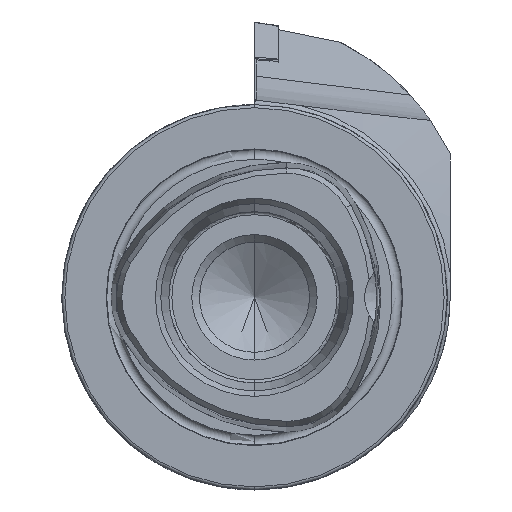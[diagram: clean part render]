
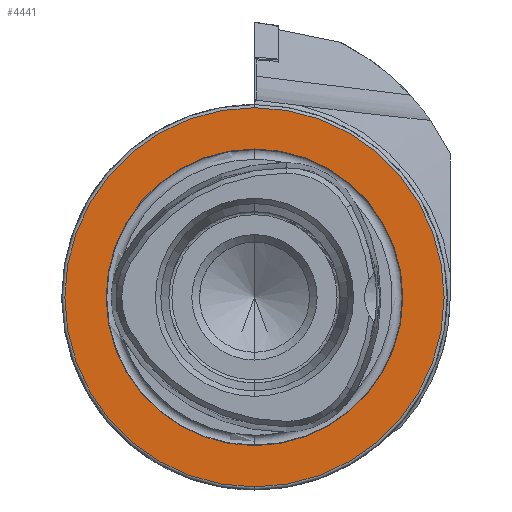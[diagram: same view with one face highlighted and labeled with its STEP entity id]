
A CAD part, left-side view. The second image highlights one B-rep face of the part: STEP entity #4441.
In plain terms, the highlighted planar face has unit normal (-1, 0, 0).
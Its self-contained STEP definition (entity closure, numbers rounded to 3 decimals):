
#343 = FACE_BOUND ( 'NONE', #6678, .T. ) ;
#389 = AXIS2_PLACEMENT_3D ( 'NONE', #2557, #2558, #2559 ) ;
#396 = AXIS2_PLACEMENT_3D ( 'NONE', #9003, #9004, #9005 ) ;
#401 = AXIS2_PLACEMENT_3D ( 'NONE', #9030, #9031, #9032 ) ;
#407 = AXIS2_PLACEMENT_3D ( 'NONE', #9075, #9076, #9077 ) ;
#1653 = CARTESIAN_POINT ( 'NONE',  ( 0., 24.25, 0. ) ) ;
#1675 = DIRECTION ( 'NONE',  ( 1., 0., 0. ) ) ;
#1715 = DIRECTION ( 'NONE',  ( 0., 0., -1. ) ) ;
#1726 = PLANE ( 'NONE',  #6328 ) ;
#2299 = VERTEX_POINT ( 'NONE', #8790 ) ;
#2527 = ORIENTED_EDGE ( 'NONE', *, *, #6802, .F. ) ;
#2557 = CARTESIAN_POINT ( 'NONE',  ( 0., 0., 0. ) ) ;
#2558 = DIRECTION ( 'NONE',  ( -1., 0., 0. ) ) ;
#2559 = DIRECTION ( 'NONE',  ( 0., 0., 1. ) ) ;
#2892 = VERTEX_POINT ( 'NONE', #7529 ) ;
#2991 = ORIENTED_EDGE ( 'NONE', *, *, #6774, .T. ) ;
#3128 = VERTEX_POINT ( 'NONE', #7550 ) ;
#3156 = ORIENTED_EDGE ( 'NONE', *, *, #6792, .T. ) ;
#3188 = VERTEX_POINT ( 'NONE', #7229 ) ;
#3274 = ORIENTED_EDGE ( 'NONE', *, *, #6817, .F. ) ;
#4441 = ADVANCED_FACE ( 'NONE', ( #343, #8466 ), #1726, .F. ) ;
#4738 = CIRCLE ( 'NONE', #396, 31. ) ;
#4793 = CIRCLE ( 'NONE', #407, 24.25 ) ;
#4860 = CIRCLE ( 'NONE', #401, 24.25 ) ;
#4906 = CIRCLE ( 'NONE', #389, 31. ) ;
#6328 = AXIS2_PLACEMENT_3D ( 'NONE', #1653, #1675, #1715 ) ;
#6678 = EDGE_LOOP ( 'NONE', ( #3274, #2527 ) ) ;
#6719 = EDGE_LOOP ( 'NONE', ( #2991, #3156 ) ) ;
#6774 = EDGE_CURVE ( 'NONE', #2299, #3188, #4906, .T. ) ;
#6792 = EDGE_CURVE ( 'NONE', #3188, #2299, #4738, .T. ) ;
#6802 = EDGE_CURVE ( 'NONE', #3128, #2892, #4860, .T. ) ;
#6817 = EDGE_CURVE ( 'NONE', #2892, #3128, #4793, .T. ) ;
#7229 = CARTESIAN_POINT ( 'NONE',  ( 0., 0., -31. ) ) ;
#7529 = CARTESIAN_POINT ( 'NONE',  ( 0., 0., 24.25 ) ) ;
#7550 = CARTESIAN_POINT ( 'NONE',  ( 0., 0., -24.25 ) ) ;
#8466 = FACE_OUTER_BOUND ( 'NONE', #6719, .T. ) ;
#8790 = CARTESIAN_POINT ( 'NONE',  ( 0., 0., 31. ) ) ;
#9003 = CARTESIAN_POINT ( 'NONE',  ( 0., 0., 0. ) ) ;
#9004 = DIRECTION ( 'NONE',  ( -1., 0., 0. ) ) ;
#9005 = DIRECTION ( 'NONE',  ( 0., 0., 1. ) ) ;
#9030 = CARTESIAN_POINT ( 'NONE',  ( 0., 0., 0. ) ) ;
#9031 = DIRECTION ( 'NONE',  ( -1., 0., 0. ) ) ;
#9032 = DIRECTION ( 'NONE',  ( 0., 0., 1. ) ) ;
#9075 = CARTESIAN_POINT ( 'NONE',  ( 0., 0., 0. ) ) ;
#9076 = DIRECTION ( 'NONE',  ( -1., 0., 0. ) ) ;
#9077 = DIRECTION ( 'NONE',  ( 0., 0., 1. ) ) ;
